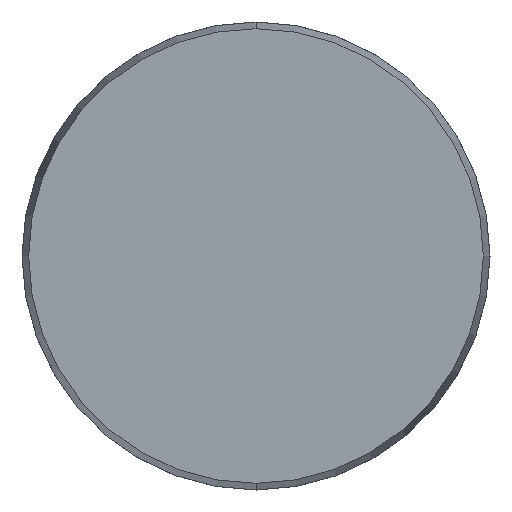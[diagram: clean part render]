
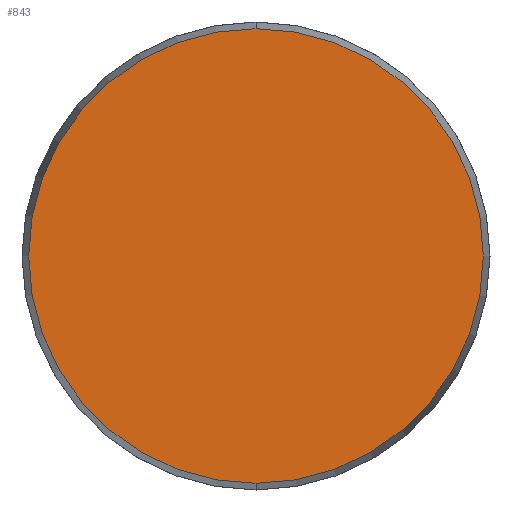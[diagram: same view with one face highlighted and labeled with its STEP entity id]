
A CAD part, front view. The second image highlights one B-rep face of the part: STEP entity #843.
In plain terms, the highlighted planar face has unit normal (0, -1, 0).
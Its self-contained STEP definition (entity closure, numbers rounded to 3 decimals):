
#64 = ORIENTED_EDGE ( 'NONE', *, *, #927, .T. ) ;
#80 = DIRECTION ( 'NONE',  ( 0., 0., -1. ) ) ;
#85 = EDGE_LOOP ( 'NONE', ( #64, #579 ) ) ;
#91 = DIRECTION ( 'NONE',  ( 0., 0., -1. ) ) ;
#163 = CIRCLE ( 'NONE', #780, 29.143 ) ;
#201 = VERTEX_POINT ( 'NONE', #346 ) ;
#317 = CARTESIAN_POINT ( 'NONE',  ( 0., 0., 29.143 ) ) ;
#346 = CARTESIAN_POINT ( 'NONE',  ( 0., 0., -29.143 ) ) ;
#350 = PLANE ( 'NONE',  #516 ) ;
#434 = FACE_OUTER_BOUND ( 'NONE', #85, .T. ) ;
#487 = CARTESIAN_POINT ( 'NONE',  ( 0., 0., 0. ) ) ;
#516 = AXIS2_PLACEMENT_3D ( 'NONE', #671, #587, #912 ) ;
#579 = ORIENTED_EDGE ( 'NONE', *, *, #692, .T. ) ;
#587 = DIRECTION ( 'NONE',  ( 0., 1., 0. ) ) ;
#593 = AXIS2_PLACEMENT_3D ( 'NONE', #635, #1028, #80 ) ;
#635 = CARTESIAN_POINT ( 'NONE',  ( 0., 0., 0. ) ) ;
#671 = CARTESIAN_POINT ( 'NONE',  ( -29.143, 0., 0. ) ) ;
#673 = VERTEX_POINT ( 'NONE', #317 ) ;
#678 = CIRCLE ( 'NONE', #593, 29.143 ) ;
#692 = EDGE_CURVE ( 'NONE', #201, #673, #163, .T. ) ;
#780 = AXIS2_PLACEMENT_3D ( 'NONE', #487, #803, #91 ) ;
#803 = DIRECTION ( 'NONE',  ( 0., -1., 0. ) ) ;
#843 = ADVANCED_FACE ( 'NONE', ( #434 ), #350, .F. ) ;
#912 = DIRECTION ( 'NONE',  ( 0., 0., 1. ) ) ;
#927 = EDGE_CURVE ( 'NONE', #673, #201, #678, .T. ) ;
#1028 = DIRECTION ( 'NONE',  ( 0., -1., 0. ) ) ;
